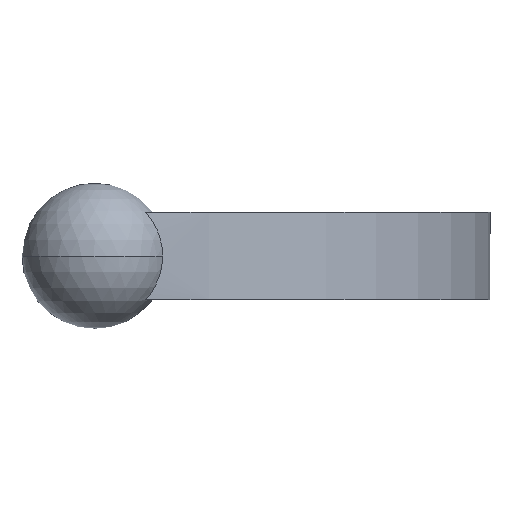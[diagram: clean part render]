
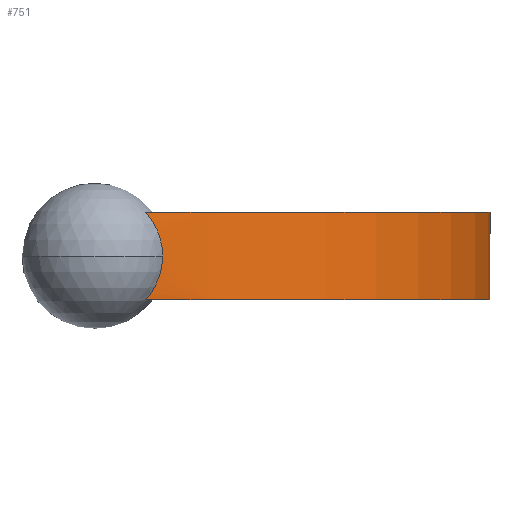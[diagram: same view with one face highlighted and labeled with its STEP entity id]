
A CAD part, left-side view. The second image highlights one B-rep face of the part: STEP entity #751.
In plain terms, the highlighted cylindrical face has radius 130 mm (diameter 260 mm), a partial arc.
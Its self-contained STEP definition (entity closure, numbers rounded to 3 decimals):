
#12 = B_SPLINE_CURVE_WITH_KNOTS ( 'NONE', 3,
 ( #380, #622, #730, #661, #179, #432, #215, #446, #202, #455, #78, #689, #508, #16 ),
 .UNSPECIFIED., .F., .F.,
 ( 4, 2, 2, 2, 2, 2, 4 ),
 ( 0., 0.004, 0.006, 0.008, 0.012, 0.014, 0.016 ),
 .UNSPECIFIED. ) ;
#16 = CARTESIAN_POINT ( 'NONE',  ( -128.84, -17.327, 0. ) ) ;
#17 = CARTESIAN_POINT ( 'NONE',  ( 126.928, -28.095, 13.391 ) ) ;
#27 = EDGE_LOOP ( 'NONE', ( #297, #734, #651, #664, #114, #715, #204 ) ) ;
#39 = EDGE_CURVE ( 'NONE', #692, #59, #343, .T. ) ;
#40 = CARTESIAN_POINT ( 'NONE',  ( -129.447, -11.986, -14.487 ) ) ;
#48 = CARTESIAN_POINT ( 'NONE',  ( -128.857, -17.2, -2.731 ) ) ;
#55 = CARTESIAN_POINT ( 'NONE',  ( 126.418, -30.396, -13.935 ) ) ;
#57 = DIRECTION ( 'NONE',  ( 1., 0., 0. ) ) ;
#59 = VERTEX_POINT ( 'NONE', #701 ) ;
#64 = CARTESIAN_POINT ( 'NONE',  ( 124.557, -37.301, -14.868 ) ) ;
#78 = CARTESIAN_POINT ( 'NONE',  ( -128.862, -17.166, 2.752 ) ) ;
#80 = EDGE_CURVE ( 'NONE', #208, #692, #82, .T. ) ;
#82 = B_SPLINE_CURVE_WITH_KNOTS ( 'NONE', 3,
 ( #598, #540, #48, #403, #596, #527, #164, #346, #645, #480, #415, #94, #40, #344 ),
 .UNSPECIFIED., .F., .F.,
 ( 4, 2, 2, 2, 2, 2, 4 ),
 ( 0.016, 0.02, 0.023, 0.025, 0.029, 0.031, 0.033 ),
 .UNSPECIFIED. ) ;
#85 = AXIS2_PLACEMENT_3D ( 'NONE', #568, #196, #57 ) ;
#94 = CARTESIAN_POINT ( 'NONE',  ( -129.406, -12.423, -13.954 ) ) ;
#111 = CARTESIAN_POINT ( 'NONE',  ( 126.928, -28.095, 87.672 ) ) ;
#112 = CARTESIAN_POINT ( 'NONE',  ( 126.928, -28.095, 13.391 ) ) ;
#114 = ORIENTED_EDGE ( 'NONE', *, *, #762, .T. ) ;
#126 = CARTESIAN_POINT ( 'NONE',  ( 123.063, -41.899, 15. ) ) ;
#129 = CYLINDRICAL_SURFACE ( 'NONE', #85, 130. ) ;
#130 = VECTOR ( 'NONE', #433, 1000. ) ;
#143 = B_SPLINE_CURVE_WITH_KNOTS ( 'NONE', 3,
 ( #112, #500, #489, #615, #176, #427 ),
 .UNSPECIFIED., .F., .F.,
 ( 4, 2, 4 ),
 ( 0.002, 0.009, 0.016 ),
 .UNSPECIFIED. ) ;
#164 = CARTESIAN_POINT ( 'NONE',  ( -129.004, -16.067, -7.396 ) ) ;
#176 = CARTESIAN_POINT ( 'NONE',  ( 123.845, -39.601, 15. ) ) ;
#179 = CARTESIAN_POINT ( 'NONE',  ( -129.169, -14.675, 10.542 ) ) ;
#187 = EDGE_CURVE ( 'NONE', #59, #778, #359, .T. ) ;
#195 = EDGE_CURVE ( 'NONE', #778, #364, #672, .T. ) ;
#196 = DIRECTION ( 'NONE',  ( 0., 0., 1. ) ) ;
#202 = CARTESIAN_POINT ( 'NONE',  ( -128.924, -16.691, 5.443 ) ) ;
#204 = ORIENTED_EDGE ( 'NONE', *, *, #39, .T. ) ;
#208 = VERTEX_POINT ( 'NONE', #232 ) ;
#215 = CARTESIAN_POINT ( 'NONE',  ( -129.065, -15.568, 8.682 ) ) ;
#232 = CARTESIAN_POINT ( 'NONE',  ( -128.84, -17.327, 0. ) ) ;
#239 = FACE_OUTER_BOUND ( 'NONE', #27, .T. ) ;
#246 = CARTESIAN_POINT ( 'NONE',  ( -129.488, -11.524, -15. ) ) ;
#254 = DIRECTION ( 'NONE',  ( 1., 0., 0. ) ) ;
#275 = CIRCLE ( 'NONE', #718, 130. ) ;
#278 = VERTEX_POINT ( 'NONE', #320 ) ;
#297 = ORIENTED_EDGE ( 'NONE', *, *, #187, .T. ) ;
#320 = CARTESIAN_POINT ( 'NONE',  ( -129.488, -11.524, 15. ) ) ;
#343 = CIRCLE ( 'NONE', #755, 130. ) ;
#344 = CARTESIAN_POINT ( 'NONE',  ( -129.488, -11.524, -15. ) ) ;
#346 = CARTESIAN_POINT ( 'NONE',  ( -129.095, -15.325, -9.308 ) ) ;
#359 = B_SPLINE_CURVE_WITH_KNOTS ( 'NONE', 3,
 ( #360, #549, #64, #545, #55, #375 ),
 .UNSPECIFIED., .F., .F.,
 ( 4, 2, 4 ),
 ( 0., 0.007, 0.014 ),
 .UNSPECIFIED. ) ;
#360 = CARTESIAN_POINT ( 'NONE',  ( 123.063, -41.899, -15. ) ) ;
#364 = VERTEX_POINT ( 'NONE', #17 ) ;
#375 = CARTESIAN_POINT ( 'NONE',  ( 126.928, -28.095, -13.391 ) ) ;
#380 = CARTESIAN_POINT ( 'NONE',  ( -129.488, -11.524, 15. ) ) ;
#403 = CARTESIAN_POINT ( 'NONE',  ( -128.907, -16.823, -4.747 ) ) ;
#411 = VERTEX_POINT ( 'NONE', #126 ) ;
#415 = CARTESIAN_POINT ( 'NONE',  ( -129.324, -13.25, -12.851 ) ) ;
#427 = CARTESIAN_POINT ( 'NONE',  ( 123.063, -41.899, 15. ) ) ;
#432 = CARTESIAN_POINT ( 'NONE',  ( -129.098, -15.287, 9.316 ) ) ;
#433 = DIRECTION ( 'NONE',  ( 0., 0., 1. ) ) ;
#446 = CARTESIAN_POINT ( 'NONE',  ( -128.973, -16.316, 6.756 ) ) ;
#455 = CARTESIAN_POINT ( 'NONE',  ( -128.874, -17.07, 3.43 ) ) ;
#458 = DIRECTION ( 'NONE',  ( 1., 0., 0. ) ) ;
#480 = CARTESIAN_POINT ( 'NONE',  ( -129.283, -13.639, -12.279 ) ) ;
#489 = CARTESIAN_POINT ( 'NONE',  ( 125.843, -32.698, 14.336 ) ) ;
#500 = CARTESIAN_POINT ( 'NONE',  ( 126.418, -30.396, 13.935 ) ) ;
#508 = CARTESIAN_POINT ( 'NONE',  ( -128.84, -17.327, 0.687 ) ) ;
#527 = CARTESIAN_POINT ( 'NONE',  ( -128.976, -16.286, -6.745 ) ) ;
#540 = CARTESIAN_POINT ( 'NONE',  ( -128.84, -17.327, -1.373 ) ) ;
#545 = CARTESIAN_POINT ( 'NONE',  ( 125.843, -32.698, -14.336 ) ) ;
#549 = CARTESIAN_POINT ( 'NONE',  ( 123.845, -39.601, -15. ) ) ;
#568 = CARTESIAN_POINT ( 'NONE',  ( 0., 0., 87.672 ) ) ;
#596 = CARTESIAN_POINT ( 'NONE',  ( -128.927, -16.666, -5.415 ) ) ;
#598 = CARTESIAN_POINT ( 'NONE',  ( -128.84, -17.327, 0. ) ) ;
#615 = CARTESIAN_POINT ( 'NONE',  ( 124.557, -37.301, 14.868 ) ) ;
#622 = CARTESIAN_POINT ( 'NONE',  ( -129.406, -12.448, 13.973 ) ) ;
#641 = EDGE_CURVE ( 'NONE', #278, #411, #275, .T. ) ;
#643 = CARTESIAN_POINT ( 'NONE',  ( 126.928, -28.095, -13.391 ) ) ;
#645 = CARTESIAN_POINT ( 'NONE',  ( -129.166, -14.718, -10.529 ) ) ;
#651 = ORIENTED_EDGE ( 'NONE', *, *, #693, .T. ) ;
#661 = CARTESIAN_POINT ( 'NONE',  ( -129.207, -14.343, 11.139 ) ) ;
#664 = ORIENTED_EDGE ( 'NONE', *, *, #641, .F. ) ;
#672 = LINE ( 'NONE', #111, #130 ) ;
#687 = DIRECTION ( 'NONE',  ( 0., 0., 1. ) ) ;
#689 = CARTESIAN_POINT ( 'NONE',  ( -128.844, -17.295, 1.381 ) ) ;
#692 = VERTEX_POINT ( 'NONE', #246 ) ;
#693 = EDGE_CURVE ( 'NONE', #364, #411, #143, .T. ) ;
#701 = CARTESIAN_POINT ( 'NONE',  ( 123.063, -41.899, -15. ) ) ;
#715 = ORIENTED_EDGE ( 'NONE', *, *, #80, .T. ) ;
#718 = AXIS2_PLACEMENT_3D ( 'NONE', #783, #788, #254 ) ;
#730 = CARTESIAN_POINT ( 'NONE',  ( -129.323, -13.268, 12.879 ) ) ;
#734 = ORIENTED_EDGE ( 'NONE', *, *, #195, .T. ) ;
#751 = ADVANCED_FACE ( 'NONE', ( #239 ), #129, .T. ) ;
#752 = CARTESIAN_POINT ( 'NONE',  ( 0., 0., -15. ) ) ;
#755 = AXIS2_PLACEMENT_3D ( 'NONE', #752, #687, #458 ) ;
#762 = EDGE_CURVE ( 'NONE', #278, #208, #12, .T. ) ;
#778 = VERTEX_POINT ( 'NONE', #643 ) ;
#783 = CARTESIAN_POINT ( 'NONE',  ( 0., 0., 15. ) ) ;
#788 = DIRECTION ( 'NONE',  ( 0., 0., 1. ) ) ;
